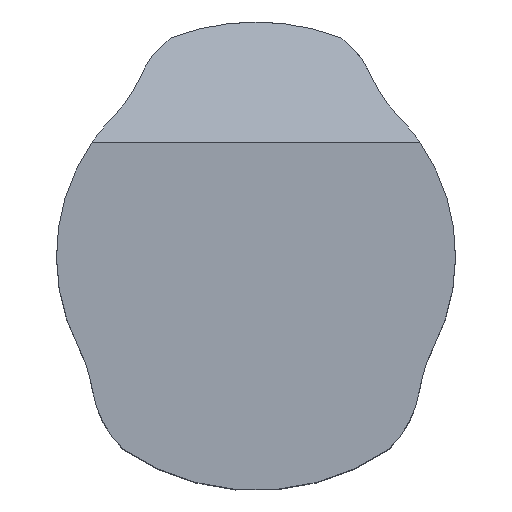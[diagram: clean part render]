
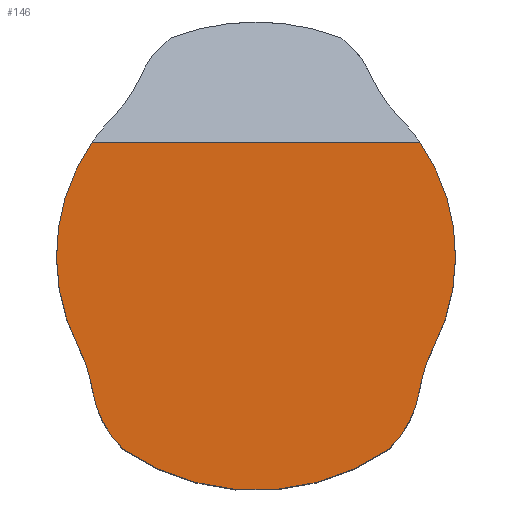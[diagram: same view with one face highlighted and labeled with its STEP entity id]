
A CAD part, top view. The second image highlights one B-rep face of the part: STEP entity #146.
In plain terms, the highlighted planar face has unit normal (0, 0, 1).
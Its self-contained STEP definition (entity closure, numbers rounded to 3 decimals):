
#106=EDGE_CURVE('Unnamed[1]',#311,#312,#313,.T.);
#113=EDGE_CURVE('Unnamed[1]',#322,#323,#324,.T.);
#140=EDGE_CURVE('Unnamed[1]',#366,#367,#368,.T.);
#146=ADVANCED_FACE('Unnamed[1]',(#376),#377,.T.);
#157=EDGE_CURVE('Unnamed[1]',#395,#322,#396,.T.);
#215=EDGE_CURVE('Unnamed[1]',#475,#311,#476,.T.);
#230=EDGE_CURVE('Unnamed[1]',#366,#323,#494,.T.);
#250=EDGE_CURVE('Unnamed[1]',#367,#475,#516,.T.);
#287=EDGE_CURVE('Unnamed[1]',#312,#395,#562,.T.);
#311=VERTEX_POINT('',#579);
#312=VERTEX_POINT('',#580);
#313=LINE('',#581,#582);
#322=VERTEX_POINT('',#594);
#323=VERTEX_POINT('',#595);
#324=CIRCLE('',#596,6.0);
#366=VERTEX_POINT('',#649);
#367=VERTEX_POINT('',#650);
#368=CIRCLE('',#651,6.0);
#376=FACE_OUTER_BOUND('',#661,.T.);
#377=PLANE('',#662);
#395=VERTEX_POINT('',#686);
#396=CIRCLE('',#687,8.0);
#475=VERTEX_POINT('',#795);
#476=CIRCLE('',#796,11.5);
#494=CIRCLE('',#823,13.5);
#516=CIRCLE('',#857,8.0);
#562=CIRCLE('',#923,11.5);
#579=CARTESIAN_POINT('',(9.449,6.555,17.));
#580=CARTESIAN_POINT('',(-9.449,6.555,17.));
#581=CARTESIAN_POINT('',(0.,6.555,17.));
#582=VECTOR('',#932,1.0);
#594=CARTESIAN_POINT('',(-9.43,-7.71,17.));
#595=CARTESIAN_POINT('',(-7.677,-11.105,17.));
#596=AXIS2_PLACEMENT_3D('',#942,#943,#944);
#649=CARTESIAN_POINT('',(7.677,-11.105,17.));
#650=CARTESIAN_POINT('',(9.43,-7.71,17.));
#651=AXIS2_PLACEMENT_3D('',#999,#1000,#1001);
#661=EDGE_LOOP('',(#1009,#1010,#1011,#1012,#1013,#1014,#1015,#1016));
#662=AXIS2_PLACEMENT_3D('',#1017,#1018,#1019);
#686=CARTESIAN_POINT('',(-10.225,-5.264,17.));
#687=AXIS2_PLACEMENT_3D('',#1033,#1034,#1035);
#795=CARTESIAN_POINT('',(10.225,-5.264,17.));
#796=AXIS2_PLACEMENT_3D('',#1141,#1142,#1143);
#823=AXIS2_PLACEMENT_3D('',#1163,#1164,#1165);
#857=AXIS2_PLACEMENT_3D('',#1194,#1195,#1196);
#923=AXIS2_PLACEMENT_3D('',#1259,#1260,#1261);
#932=DIRECTION('',(-1.0,0.,0.));
#942=CARTESIAN_POINT('',(-3.5,-6.797,17.));
#943=DIRECTION('',(0.,0.,1.0));
#944=DIRECTION('',(1.0,0.,0.));
#999=CARTESIAN_POINT('',(3.5,-6.797,17.));
#1000=DIRECTION('',(0.,0.,1.0));
#1001=DIRECTION('',(1.0,0.,0.));
#1009=ORIENTED_EDGE('',*,*,#287,.T.);
#1010=ORIENTED_EDGE('',*,*,#157,.T.);
#1011=ORIENTED_EDGE('',*,*,#113,.T.);
#1012=ORIENTED_EDGE('',*,*,#230,.F.);
#1013=ORIENTED_EDGE('',*,*,#140,.T.);
#1014=ORIENTED_EDGE('',*,*,#250,.T.);
#1015=ORIENTED_EDGE('',*,*,#215,.T.);
#1016=ORIENTED_EDGE('',*,*,#106,.T.);
#1017=CARTESIAN_POINT('',(0.,6.75,17.));
#1018=DIRECTION('',(0.,0.,1.0));
#1019=DIRECTION('',(0.,-1.0,0.));
#1033=CARTESIAN_POINT('',(-17.337,-8.926,17.));
#1034=DIRECTION('',(0.,0.,-1.0));
#1035=DIRECTION('',(1.0,0.,0.));
#1141=CARTESIAN_POINT('',(0.,0.,17.));
#1142=DIRECTION('',(0.,0.,1.0));
#1143=DIRECTION('',(1.0,0.,0.));
#1163=CARTESIAN_POINT('',(0.,0.,17.));
#1164=DIRECTION('',(0.,0.,-1.0));
#1165=DIRECTION('',(0.,1.0,0.));
#1194=CARTESIAN_POINT('',(17.337,-8.926,17.));
#1195=DIRECTION('',(0.,0.,-1.0));
#1196=DIRECTION('',(1.0,0.,0.));
#1259=CARTESIAN_POINT('',(0.,0.,17.));
#1260=DIRECTION('',(0.,0.,1.0));
#1261=DIRECTION('',(1.0,0.,0.));
